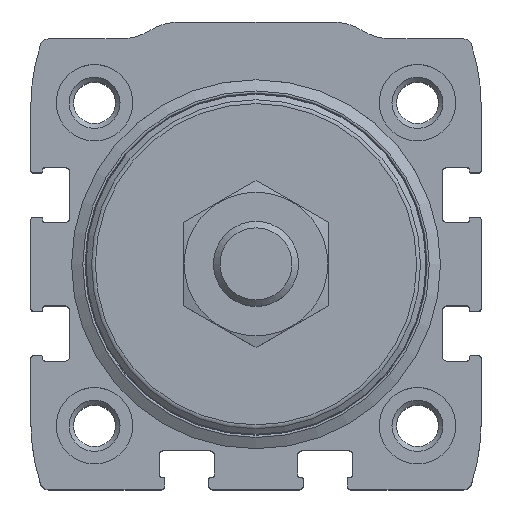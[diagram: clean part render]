
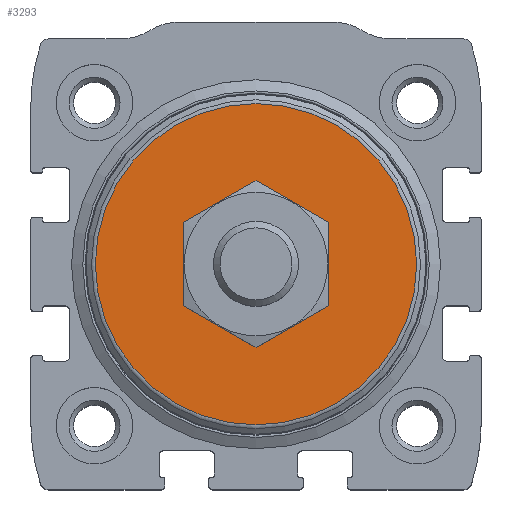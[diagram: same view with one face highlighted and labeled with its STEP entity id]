
A CAD part, top view. The second image highlights one B-rep face of the part: STEP entity #3293.
In plain terms, the highlighted planar face has unit normal (0, 0, 1).
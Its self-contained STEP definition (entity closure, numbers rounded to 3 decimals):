
#246=CIRCLE('',#3692,18.901);
#247=CIRCLE('',#3694,7.223);
#1133=ORIENTED_EDGE('',*,*,#1645,.T.);
#1134=ORIENTED_EDGE('',*,*,#1644,.F.);
#1644=EDGE_CURVE('',#1979,#1979,#246,.T.);
#1645=EDGE_CURVE('',#1980,#1980,#247,.T.);
#1979=VERTEX_POINT('',#5620);
#1980=VERTEX_POINT('',#5623);
#2707=EDGE_LOOP('',(#1133));
#2708=EDGE_LOOP('',(#1134));
#2981=FACE_BOUND('',#2707,.T.);
#2982=FACE_BOUND('',#2708,.T.);
#3116=PLANE('',#3693);
#3293=ADVANCED_FACE('',(#2981,#2982),#3116,.T.);
#3692=AXIS2_PLACEMENT_3D('',#5619,#4634,#4635);
#3693=AXIS2_PLACEMENT_3D('',#5621,#4636,#4637);
#3694=AXIS2_PLACEMENT_3D('',#5622,#4638,#4639);
#4634=DIRECTION('',(0.,0.,-1.));
#4635=DIRECTION('',(-1.,0.,0.));
#4636=DIRECTION('',(0.,0.,1.));
#4637=DIRECTION('',(1.,0.,0.));
#4638=DIRECTION('',(0.,0.,-1.));
#4639=DIRECTION('',(-1.,0.,0.));
#5619=CARTESIAN_POINT('',(0.,0.,34.3));
#5620=CARTESIAN_POINT('',(-18.901,0.,34.3));
#5621=CARTESIAN_POINT('',(0.,18.901,34.3));
#5622=CARTESIAN_POINT('',(0.,0.,34.3));
#5623=CARTESIAN_POINT('',(-7.223,0.,34.3));
